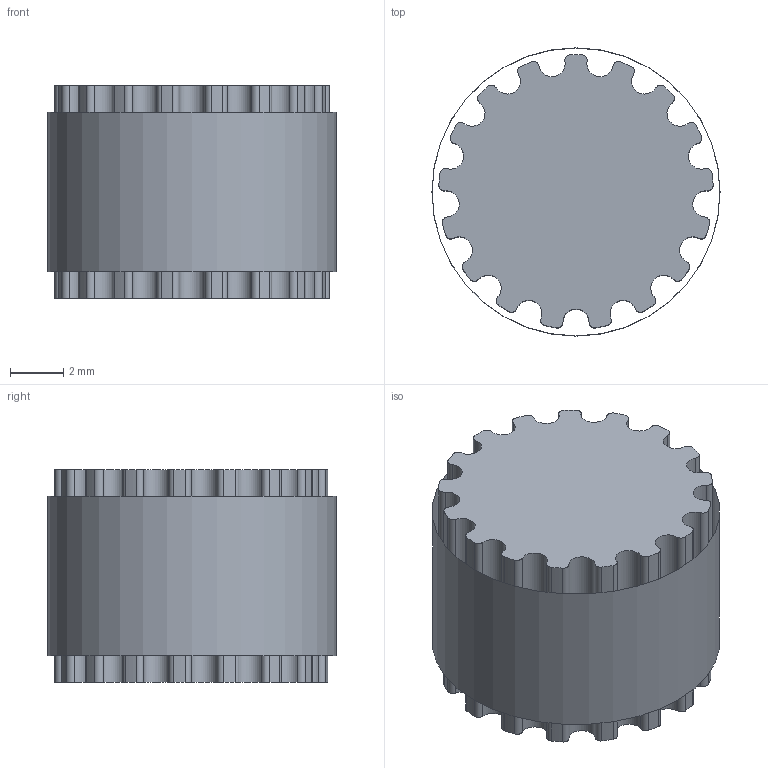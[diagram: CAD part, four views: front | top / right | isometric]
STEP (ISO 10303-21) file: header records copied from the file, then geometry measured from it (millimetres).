
FILE_DESCRIPTION('2;1');
FILE_NAME(/* name */ 'gt2_pulley_t017.stp',/* time_stamp */ '2022-07-25T23:07:52+09:00',/* author */ (''),/* organization */ (''),/* preprocessor_version */ '',/* originating_system */ '',/* authorisation */ '');
FILE_SCHEMA (('AP203_CONFIGURATION_CONTROLLED_3D_DESIGN_OF_MECHANICAL_PARTS_AND_ASSEMBLIES_MIM_LF { 1 0 10303 403 2 1 2}'));
Length unit declared in the file: millimetre
Products named in the file (1): gt2_pulley_t017
Bounding box: 10.82 x 10.82 x 8 mm (x, y, z)
Volume: 580 mm3; surface area: 716.2 mm2
Topology: 1 solids, 2 shells, 71 faces, 207 edges, 138 vertices
Faces by surface type: cylinder 69, plane 2
Full cylindrical faces by diameter (mm): 10.823 x1
Entity records: 2538 total; most frequent: DIRECTION 488, CARTESIAN_POINT 416, ORIENTED_EDGE 410, AXIS2_PLACEMENT_3D 210, EDGE_CURVE 206, VERTEX_POINT 138, CIRCLE 138, EDGE_LOOP 72
